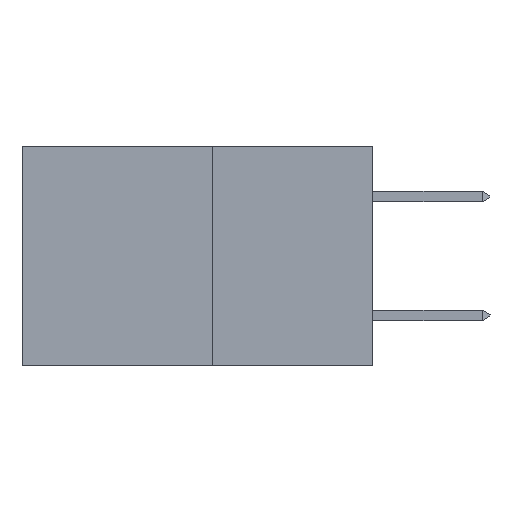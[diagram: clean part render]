
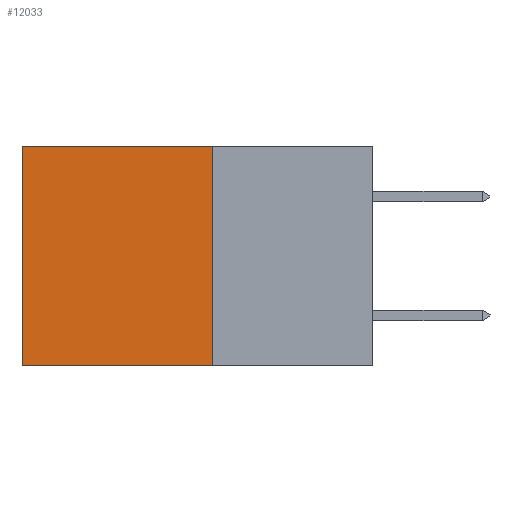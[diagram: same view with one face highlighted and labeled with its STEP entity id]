
A CAD part, left-side view. The second image highlights one B-rep face of the part: STEP entity #12033.
In plain terms, the highlighted planar face has unit normal (-1, 0, 0).
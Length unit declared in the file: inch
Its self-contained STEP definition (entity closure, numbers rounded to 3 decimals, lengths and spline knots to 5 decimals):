
#305 = CARTESIAN_POINT ( 'NONE',  ( 0.277, 0.59, -0.37 ) ) ;
#859 = LINE ( 'NONE', #11869, #10108 ) ;
#1916 = VECTOR ( 'NONE', #16051, 39.37008 ) ;
#2535 = EDGE_CURVE ( 'NONE', #13492, #3461, #859, .T. ) ;
#3130 = DIRECTION ( 'NONE',  ( 0., 1., 0. ) ) ;
#3461 = VERTEX_POINT ( 'NONE', #13812 ) ;
#3907 = ORIENTED_EDGE ( 'NONE', *, *, #4144, .F. ) ;
#4144 = EDGE_CURVE ( 'NONE', #20500, #13492, #7036, .T. ) ;
#4473 = ORIENTED_EDGE ( 'NONE', *, *, #19480, .T. ) ;
#4581 = AXIS2_PLACEMENT_3D ( 'NONE', #12536, #16022, #5581 ) ;
#5063 = VERTEX_POINT ( 'NONE', #16659 ) ;
#5581 = DIRECTION ( 'NONE',  ( 0., 0., -1. ) ) ;
#6716 = CARTESIAN_POINT ( 'NONE',  ( 0.277, 0.27, 0. ) ) ;
#6812 = CARTESIAN_POINT ( 'NONE',  ( 0.277, 0.27, 0. ) ) ;
#7036 = LINE ( 'NONE', #13403, #16288 ) ;
#7305 = ORIENTED_EDGE ( 'NONE', *, *, #2535, .F. ) ;
#10108 = VECTOR ( 'NONE', #11243, 39.37008 ) ;
#10835 = FACE_OUTER_BOUND ( 'NONE', #11106, .T. ) ;
#11106 = EDGE_LOOP ( 'NONE', ( #17793, #7305, #3907, #4473 ) ) ;
#11238 = VECTOR ( 'NONE', #3130, 39.37008 ) ;
#11243 = DIRECTION ( 'NONE',  ( 0., 1., 0. ) ) ;
#11806 = LINE ( 'NONE', #6716, #11238 ) ;
#11869 = CARTESIAN_POINT ( 'NONE',  ( 0.277, 0.27, -0.37 ) ) ;
#12033 = ADVANCED_FACE ( 'NONE', ( #10835 ), #21210, .F. ) ;
#12536 = CARTESIAN_POINT ( 'NONE',  ( 0.277, 0.27, -0.37 ) ) ;
#12967 = DIRECTION ( 'NONE',  ( 0., 0., -1. ) ) ;
#13403 = CARTESIAN_POINT ( 'NONE',  ( 0.277, 0.27, -0.37 ) ) ;
#13492 = VERTEX_POINT ( 'NONE', #14613 ) ;
#13812 = CARTESIAN_POINT ( 'NONE',  ( 0.277, 0.59, -0.37 ) ) ;
#14613 = CARTESIAN_POINT ( 'NONE',  ( 0.277, 0.27, -0.37 ) ) ;
#16022 = DIRECTION ( 'NONE',  ( 1., 0., 0. ) ) ;
#16051 = DIRECTION ( 'NONE',  ( 0., 0., -1. ) ) ;
#16288 = VECTOR ( 'NONE', #12967, 39.37008 ) ;
#16659 = CARTESIAN_POINT ( 'NONE',  ( 0.277, 0.59, 0. ) ) ;
#17793 = ORIENTED_EDGE ( 'NONE', *, *, #21313, .T. ) ;
#19480 = EDGE_CURVE ( 'NONE', #20500, #5063, #11806, .T. ) ;
#20463 = LINE ( 'NONE', #305, #1916 ) ;
#20500 = VERTEX_POINT ( 'NONE', #6812 ) ;
#21210 = PLANE ( 'NONE',  #4581 ) ;
#21313 = EDGE_CURVE ( 'NONE', #5063, #3461, #20463, .T. ) ;
